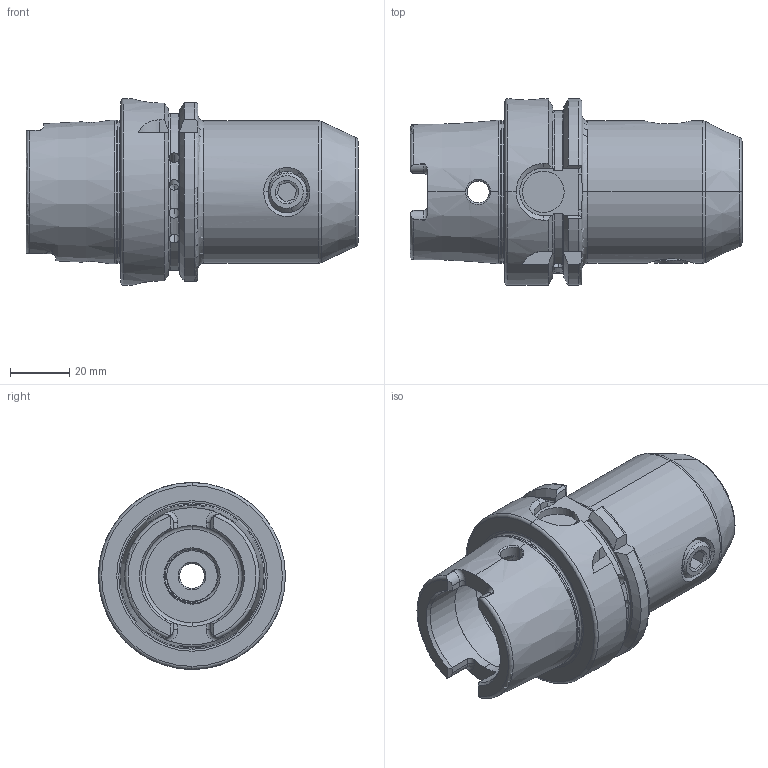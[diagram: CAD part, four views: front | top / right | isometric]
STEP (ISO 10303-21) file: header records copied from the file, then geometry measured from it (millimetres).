
FILE_DESCRIPTION (( 'STEP AP203' ), '1' );
FILE_NAME ('A63.04.16.K.STEP', '2016-09-05T03:34:33', ( '' ), ( '' ), 'SwSTEP 2.0', 'SolidWorks 2012', '' );
FILE_SCHEMA (( 'CONFIG_CONTROL_DESIGN' ));
Length unit declared in the file: millimetre
Products named in the file (3): A63.04.16.K; 側固14_M14x2_16L
Assembly tree (2 placements, depth 2):
  A63.04.16.K
    A63.04.16.K
    側固14_M14x2_16L
Bounding box: 112 x 63 x 63 mm (x, y, z)
Volume: 159256.2 mm3; surface area: 36495.1 mm2
Topology: 2 solids, 2 shells, 326 faces, 875 edges, 550 vertices
Faces by surface type: cylinder 120, plane 84, torus 43, cone 42, bspline 35, sphere 2
Entity records: 31113 total; most frequent: CARTESIAN_POINT 23509, ORIENTED_EDGE 1726, DIRECTION 1302, EDGE_CURVE 863, VERTEX_POINT 550, AXIS2_PLACEMENT_3D 521, EDGE_LOOP 343, ADVANCED_FACE 326
